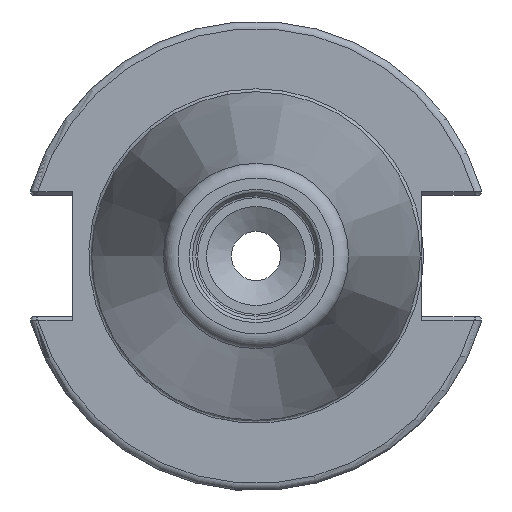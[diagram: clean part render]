
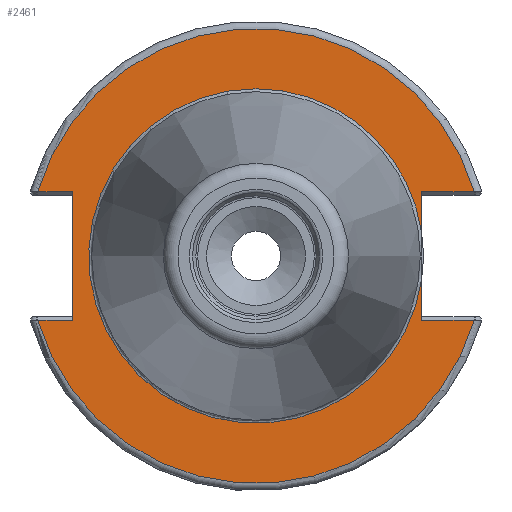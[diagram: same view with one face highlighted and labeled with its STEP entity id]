
A CAD part, left-side view. The second image highlights one B-rep face of the part: STEP entity #2461.
In plain terms, the highlighted planar face has unit normal (-1, 0, 0).
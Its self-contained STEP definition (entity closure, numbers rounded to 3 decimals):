
#109=PLANE('',#2686);
#166=LINE('',#3822,#299);
#173=LINE('',#3944,#306);
#174=LINE('',#3948,#307);
#175=LINE('',#3950,#308);
#176=LINE('',#3952,#309);
#177=LINE('',#3956,#310);
#178=LINE('',#3958,#311);
#299=VECTOR('',#3097,10.);
#306=VECTOR('',#3108,10.);
#307=VECTOR('',#3111,10.);
#308=VECTOR('',#3112,10.);
#309=VECTOR('',#3113,10.);
#310=VECTOR('',#3116,10.);
#311=VECTOR('',#3117,10.);
#473=FACE_OUTER_BOUND('',#615,.T.);
#615=EDGE_LOOP('',(#1792,#1793,#1794,#1795,#1796,#1797,#1798,#1799,#1800,
#1801,#1802));
#842=CIRCLE('',#2687,30.775);
#843=CIRCLE('',#2688,30.775);
#844=CIRCLE('',#2689,22.625);
#845=CIRCLE('',#2690,22.625);
#1019=VERTEX_POINT('',#3819);
#1020=VERTEX_POINT('',#3821);
#1028=VERTEX_POINT('',#3943);
#1029=VERTEX_POINT('',#3945);
#1030=VERTEX_POINT('',#3947);
#1031=VERTEX_POINT('',#3949);
#1032=VERTEX_POINT('',#3951);
#1033=VERTEX_POINT('',#3953);
#1034=VERTEX_POINT('',#3955);
#1035=VERTEX_POINT('',#3957);
#1036=VERTEX_POINT('',#3959);
#1308=EDGE_CURVE('',#1019,#1020,#166,.T.);
#1320=EDGE_CURVE('',#1028,#1020,#173,.T.);
#1321=EDGE_CURVE('',#1029,#1019,#842,.T.);
#1322=EDGE_CURVE('',#1030,#1029,#174,.T.);
#1323=EDGE_CURVE('',#1030,#1031,#175,.T.);
#1324=EDGE_CURVE('',#1032,#1031,#176,.T.);
#1325=EDGE_CURVE('',#1033,#1032,#843,.T.);
#1326=EDGE_CURVE('',#1034,#1033,#177,.T.);
#1327=EDGE_CURVE('',#1034,#1035,#178,.T.);
#1328=EDGE_CURVE('',#1035,#1036,#844,.T.);
#1329=EDGE_CURVE('',#1036,#1028,#845,.T.);
#1792=ORIENTED_EDGE('',*,*,#1320,.T.);
#1793=ORIENTED_EDGE('',*,*,#1308,.F.);
#1794=ORIENTED_EDGE('',*,*,#1321,.F.);
#1795=ORIENTED_EDGE('',*,*,#1322,.F.);
#1796=ORIENTED_EDGE('',*,*,#1323,.T.);
#1797=ORIENTED_EDGE('',*,*,#1324,.F.);
#1798=ORIENTED_EDGE('',*,*,#1325,.F.);
#1799=ORIENTED_EDGE('',*,*,#1326,.F.);
#1800=ORIENTED_EDGE('',*,*,#1327,.T.);
#1801=ORIENTED_EDGE('',*,*,#1328,.T.);
#1802=ORIENTED_EDGE('',*,*,#1329,.T.);
#2461=ADVANCED_FACE('',(#473),#109,.T.);
#2686=AXIS2_PLACEMENT_3D('',#3942,#3106,#3107);
#2687=AXIS2_PLACEMENT_3D('',#3946,#3109,#3110);
#2688=AXIS2_PLACEMENT_3D('',#3954,#3114,#3115);
#2689=AXIS2_PLACEMENT_3D('',#3960,#3118,#3119);
#2690=AXIS2_PLACEMENT_3D('',#3961,#3120,#3121);
#3097=DIRECTION('',(0.,1.,0.));
#3106=DIRECTION('center_axis',(-1.,0.,0.));
#3107=DIRECTION('ref_axis',(0.,0.,1.));
#3108=DIRECTION('',(0.,0.,1.));
#3109=DIRECTION('center_axis',(1.,0.,0.));
#3110=DIRECTION('ref_axis',(0.,0.,-1.));
#3111=DIRECTION('',(0.,1.,0.));
#3112=DIRECTION('',(0.,0.,-1.));
#3113=DIRECTION('',(0.,-1.,0.));
#3114=DIRECTION('center_axis',(1.,0.,0.));
#3115=DIRECTION('ref_axis',(0.,0.,-1.));
#3116=DIRECTION('',(0.,-1.,0.));
#3117=DIRECTION('',(0.,0.,1.));
#3118=DIRECTION('center_axis',(1.,0.,0.));
#3119=DIRECTION('ref_axis',(0.,0.,-1.));
#3120=DIRECTION('center_axis',(1.,0.,0.));
#3121=DIRECTION('ref_axis',(0.,0.,-1.));
#3819=CARTESIAN_POINT('',(1.,-29.523,8.69));
#3821=CARTESIAN_POINT('',(1.,-22.41,8.69));
#3822=CARTESIAN_POINT('',(1.,4.182,8.69));
#3942=CARTESIAN_POINT('Origin',(1.,30.775,0.));
#3943=CARTESIAN_POINT('',(1.,-22.41,3.112));
#3944=CARTESIAN_POINT('',(1.,-22.41,-4.095));
#3945=CARTESIAN_POINT('',(1.,29.523,8.69));
#3946=CARTESIAN_POINT('Origin',(1.,0.,0.));
#3947=CARTESIAN_POINT('',(1.,24.8,8.69));
#3948=CARTESIAN_POINT('',(1.,38.399,8.69));
#3949=CARTESIAN_POINT('',(1.,24.8,-8.69));
#3950=CARTESIAN_POINT('',(1.,24.8,4.095));
#3951=CARTESIAN_POINT('',(1.,29.523,-8.69));
#3952=CARTESIAN_POINT('',(1.,27.788,-8.69));
#3953=CARTESIAN_POINT('',(1.,-29.523,-8.69));
#3954=CARTESIAN_POINT('Origin',(1.,0.,0.));
#3955=CARTESIAN_POINT('',(1.,-22.41,-8.69));
#3956=CARTESIAN_POINT('',(1.,-6.591,-8.69));
#3957=CARTESIAN_POINT('',(1.,-22.41,-3.112));
#3958=CARTESIAN_POINT('',(1.,-22.41,-4.095));
#3959=CARTESIAN_POINT('',(1.,0.,22.625));
#3960=CARTESIAN_POINT('Origin',(1.,0.,0.));
#3961=CARTESIAN_POINT('Origin',(1.,0.,0.));
